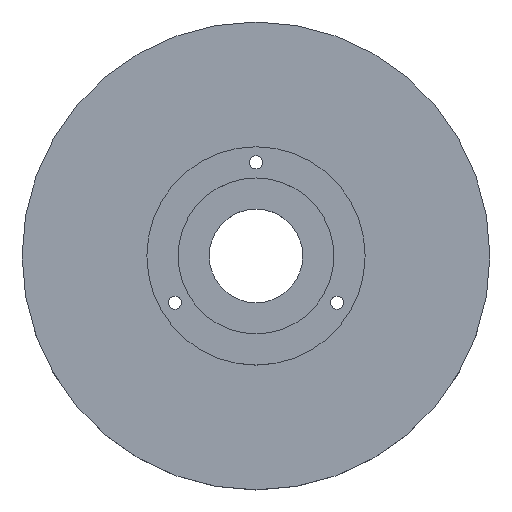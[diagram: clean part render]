
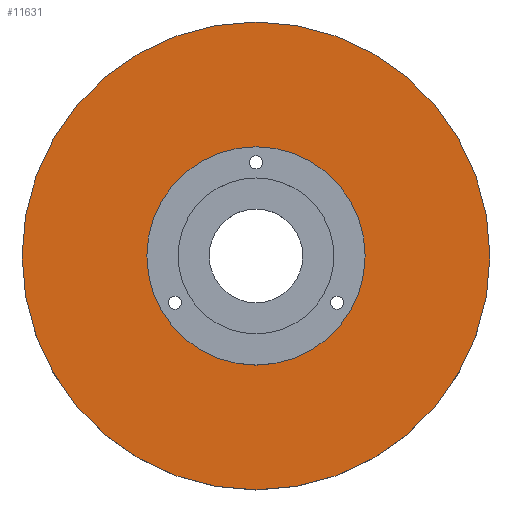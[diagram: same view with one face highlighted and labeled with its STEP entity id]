
A CAD part, top view. The second image highlights one B-rep face of the part: STEP entity #11631.
In plain terms, the highlighted planar face has unit normal (0, 0, 1).
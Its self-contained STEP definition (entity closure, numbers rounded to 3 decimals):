
#24 = VERTEX_POINT('',#25);
#25 = CARTESIAN_POINT('',(75.,0.,21.));
#32 = CYLINDRICAL_SURFACE('',#33,75.);
#33 = AXIS2_PLACEMENT_3D('',#34,#35,#36);
#34 = CARTESIAN_POINT('',(0.,0.,0.));
#35 = DIRECTION('',(-0.,-0.,-1.));
#36 = DIRECTION('',(1.,0.,0.));
#51 = EDGE_CURVE('',#24,#24,#52,.T.);
#52 = SURFACE_CURVE('',#53,(#58,#65),.PCURVE_S1.);
#53 = CIRCLE('',#54,75.);
#54 = AXIS2_PLACEMENT_3D('',#55,#56,#57);
#55 = CARTESIAN_POINT('',(0.,0.,21.));
#56 = DIRECTION('',(0.,0.,1.));
#57 = DIRECTION('',(1.,0.,0.));
#58 = PCURVE('',#32,#59);
#59 = DEFINITIONAL_REPRESENTATION('',(#60),#64);
#60 = LINE('',#61,#62);
#61 = CARTESIAN_POINT('',(-0.,-21.));
#62 = VECTOR('',#63,1.);
#63 = DIRECTION('',(-1.,0.));
#64 = ( GEOMETRIC_REPRESENTATION_CONTEXT(2) 
PARAMETRIC_REPRESENTATION_CONTEXT() REPRESENTATION_CONTEXT('2D SPACE',''
  ) );
#65 = PCURVE('',#66,#71);
#66 = PLANE('',#67);
#67 = AXIS2_PLACEMENT_3D('',#68,#69,#70);
#68 = CARTESIAN_POINT('',(0.,0.,21.));
#69 = DIRECTION('',(0.,0.,1.));
#70 = DIRECTION('',(1.,0.,0.));
#71 = DEFINITIONAL_REPRESENTATION('',(#72),#76);
#72 = CIRCLE('',#73,75.);
#73 = AXIS2_PLACEMENT_2D('',#74,#75);
#74 = CARTESIAN_POINT('',(0.,0.));
#75 = DIRECTION('',(1.,0.));
#76 = ( GEOMETRIC_REPRESENTATION_CONTEXT(2) 
PARAMETRIC_REPRESENTATION_CONTEXT() REPRESENTATION_CONTEXT('2D SPACE',''
  ) );
#11631 = ADVANCED_FACE('',(#11632,#11635),#66,.T.);
#11632 = FACE_BOUND('',#11633,.T.);
#11633 = EDGE_LOOP('',(#11634));
#11634 = ORIENTED_EDGE('',*,*,#51,.T.);
#11635 = FACE_BOUND('',#11636,.T.);
#11636 = EDGE_LOOP('',(#11637));
#11637 = ORIENTED_EDGE('',*,*,#11638,.F.);
#11638 = EDGE_CURVE('',#11639,#11639,#11641,.T.);
#11639 = VERTEX_POINT('',#11640);
#11640 = CARTESIAN_POINT('',(35.,0.,21.));
#11641 = SURFACE_CURVE('',#11642,(#11647,#11654),.PCURVE_S1.);
#11642 = CIRCLE('',#11643,35.);
#11643 = AXIS2_PLACEMENT_3D('',#11644,#11645,#11646);
#11644 = CARTESIAN_POINT('',(0.,0.,21.));
#11645 = DIRECTION('',(0.,0.,1.));
#11646 = DIRECTION('',(1.,0.,0.));
#11647 = PCURVE('',#66,#11648);
#11648 = DEFINITIONAL_REPRESENTATION('',(#11649),#11653);
#11649 = CIRCLE('',#11650,35.);
#11650 = AXIS2_PLACEMENT_2D('',#11651,#11652);
#11651 = CARTESIAN_POINT('',(0.,0.));
#11652 = DIRECTION('',(1.,0.));
#11653 = ( GEOMETRIC_REPRESENTATION_CONTEXT(2) 
PARAMETRIC_REPRESENTATION_CONTEXT() REPRESENTATION_CONTEXT('2D SPACE',''
  ) );
#11654 = PCURVE('',#11655,#11660);
#11655 = CYLINDRICAL_SURFACE('',#11656,35.);
#11656 = AXIS2_PLACEMENT_3D('',#11657,#11658,#11659);
#11657 = CARTESIAN_POINT('',(0.,0.,21.));
#11658 = DIRECTION('',(-0.,-0.,-1.));
#11659 = DIRECTION('',(1.,0.,0.));
#11660 = DEFINITIONAL_REPRESENTATION('',(#11661),#11665);
#11661 = LINE('',#11662,#11663);
#11662 = CARTESIAN_POINT('',(-0.,0.));
#11663 = VECTOR('',#11664,1.);
#11664 = DIRECTION('',(-1.,0.));
#11665 = ( GEOMETRIC_REPRESENTATION_CONTEXT(2) 
PARAMETRIC_REPRESENTATION_CONTEXT() REPRESENTATION_CONTEXT('2D SPACE',''
  ) );
